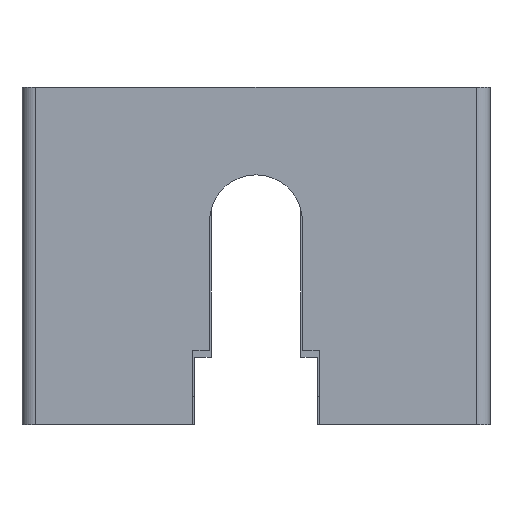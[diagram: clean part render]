
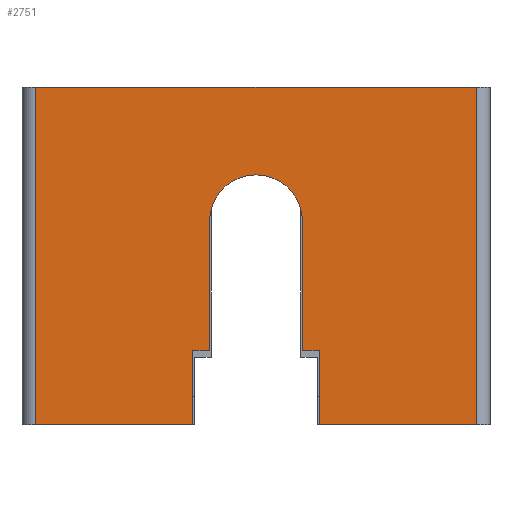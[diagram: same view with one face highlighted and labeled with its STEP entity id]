
A CAD part, left-side view. The second image highlights one B-rep face of the part: STEP entity #2751.
In plain terms, the highlighted planar face has unit normal (-1, 0, 0).
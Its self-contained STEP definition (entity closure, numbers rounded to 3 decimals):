
#157=PLANE('',#2929);
#290=FACE_OUTER_BOUND('',#439,.T.);
#439=EDGE_LOOP('',(#2573,#2574,#2575,#2576,#2577,#2578,#2579,#2580,#2581,
#2582,#2583,#2584));
#487=CIRCLE('',#2926,1.375);
#618=LINE('',#4029,#953);
#630=LINE('',#4057,#965);
#636=LINE('',#4076,#971);
#736=LINE('',#4295,#1071);
#754=LINE('',#4329,#1089);
#765=LINE('',#4350,#1100);
#800=LINE('',#4430,#1135);
#814=LINE('',#4462,#1149);
#816=LINE('',#4465,#1151);
#817=LINE('',#4468,#1152);
#819=LINE('',#4472,#1154);
#953=VECTOR('',#3183,1.);
#965=VECTOR('',#3203,10.);
#971=VECTOR('',#3221,1.);
#1071=VECTOR('',#3395,10.);
#1089=VECTOR('',#3423,10.);
#1100=VECTOR('',#3450,10.);
#1135=VECTOR('',#3551,10.);
#1149=VECTOR('',#3589,10.);
#1151=VECTOR('',#3593,10.);
#1152=VECTOR('',#3596,10.);
#1154=VECTOR('',#3600,10.);
#1290=VERTEX_POINT('',#4026);
#1291=VERTEX_POINT('',#4028);
#1303=VERTEX_POINT('',#4056);
#1309=VERTEX_POINT('',#4072);
#1385=VERTEX_POINT('',#4292);
#1386=VERTEX_POINT('',#4294);
#1396=VERTEX_POINT('',#4326);
#1397=VERTEX_POINT('',#4328);
#1416=VERTEX_POINT('',#4459);
#1417=VERTEX_POINT('',#4461);
#1418=VERTEX_POINT('',#4467);
#1419=VERTEX_POINT('',#4471);
#1587=EDGE_CURVE('',#1290,#1291,#618,.T.);
#1601=EDGE_CURVE('',#1291,#1303,#630,.T.);
#1612=EDGE_CURVE('',#1303,#1309,#636,.T.);
#1722=EDGE_CURVE('',#1386,#1385,#736,.T.);
#1740=EDGE_CURVE('',#1397,#1396,#754,.T.);
#1751=EDGE_CURVE('',#1397,#1290,#765,.T.);
#1790=EDGE_CURVE('',#1309,#1385,#800,.T.);
#1805=EDGE_CURVE('',#1417,#1416,#814,.T.);
#1807=EDGE_CURVE('',#1396,#1417,#816,.T.);
#1808=EDGE_CURVE('',#1418,#1386,#817,.T.);
#1810=EDGE_CURVE('',#1419,#1418,#819,.T.);
#1812=EDGE_CURVE('',#1416,#1419,#487,.T.);
#2573=ORIENTED_EDGE('',*,*,#1587,.F.);
#2574=ORIENTED_EDGE('',*,*,#1751,.F.);
#2575=ORIENTED_EDGE('',*,*,#1740,.T.);
#2576=ORIENTED_EDGE('',*,*,#1807,.T.);
#2577=ORIENTED_EDGE('',*,*,#1805,.T.);
#2578=ORIENTED_EDGE('',*,*,#1812,.T.);
#2579=ORIENTED_EDGE('',*,*,#1810,.T.);
#2580=ORIENTED_EDGE('',*,*,#1808,.T.);
#2581=ORIENTED_EDGE('',*,*,#1722,.T.);
#2582=ORIENTED_EDGE('',*,*,#1790,.F.);
#2583=ORIENTED_EDGE('',*,*,#1612,.F.);
#2584=ORIENTED_EDGE('',*,*,#1601,.F.);
#2751=ADVANCED_FACE('',(#290),#157,.F.);
#2926=AXIS2_PLACEMENT_3D('',#4475,#3604,#3605);
#2929=AXIS2_PLACEMENT_3D('',#4479,#3611,#3612);
#3183=DIRECTION('',(0.,0.,1.));
#3203=DIRECTION('',(0.,-1.,0.));
#3221=DIRECTION('',(0.,0.,-1.));
#3395=DIRECTION('',(0.,0.,-1.));
#3423=DIRECTION('',(0.,0.,1.));
#3450=DIRECTION('',(0.,1.,0.));
#3551=DIRECTION('',(0.,1.,0.));
#3589=DIRECTION('',(0.,0.,1.));
#3593=DIRECTION('',(0.,-1.,0.));
#3596=DIRECTION('',(0.,-1.,0.));
#3600=DIRECTION('',(0.,0.,-1.));
#3604=DIRECTION('center_axis',(1.,0.,0.));
#3605=DIRECTION('ref_axis',(0.,1.,0.));
#3611=DIRECTION('center_axis',(1.,0.,0.));
#3612=DIRECTION('ref_axis',(0.,0.,-1.));
#4026=CARTESIAN_POINT('',(3173.27,1446.178,0.159));
#4028=CARTESIAN_POINT('',(3173.27,1446.178,10.159));
#4029=CARTESIAN_POINT('',(3173.27,1446.178,3.866));
#4056=CARTESIAN_POINT('',(3173.27,1433.128,10.159));
#4057=CARTESIAN_POINT('',(3173.27,1446.578,10.159));
#4072=CARTESIAN_POINT('',(3173.27,1433.128,0.159));
#4076=CARTESIAN_POINT('',(3173.27,1433.128,7.012));
#4292=CARTESIAN_POINT('',(3173.27,1437.778,0.159));
#4294=CARTESIAN_POINT('',(3173.27,1437.778,2.359));
#4295=CARTESIAN_POINT('',(3173.27,1437.778,6.259));
#4326=CARTESIAN_POINT('',(3173.27,1441.528,2.359));
#4328=CARTESIAN_POINT('',(3173.27,1441.528,0.159));
#4329=CARTESIAN_POINT('',(3173.27,1441.528,5.159));
#4350=CARTESIAN_POINT('',(3173.27,1446.578,0.159));
#4430=CARTESIAN_POINT('',(3173.27,1446.578,0.159));
#4459=CARTESIAN_POINT('',(3173.27,1441.028,6.184));
#4461=CARTESIAN_POINT('',(3173.27,1441.028,2.359));
#4462=CARTESIAN_POINT('',(3173.27,1441.028,6.259));
#4465=CARTESIAN_POINT('',(3173.27,1437.128,2.359));
#4467=CARTESIAN_POINT('',(3173.27,1438.278,2.359));
#4468=CARTESIAN_POINT('',(3173.27,1435.503,2.359));
#4471=CARTESIAN_POINT('',(3173.27,1438.278,6.184));
#4472=CARTESIAN_POINT('',(3173.27,1438.278,8.172));
#4475=CARTESIAN_POINT('Origin',(3173.27,1439.653,6.184));
#4479=CARTESIAN_POINT('Origin',(3173.27,1435.453,3.866));
